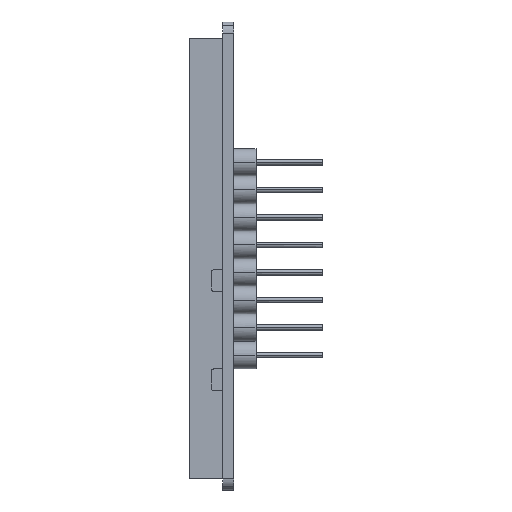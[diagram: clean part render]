
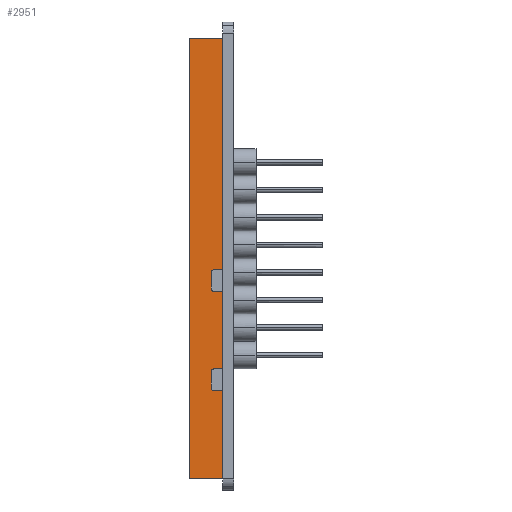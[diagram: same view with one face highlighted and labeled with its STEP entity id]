
A CAD part, left-side view. The second image highlights one B-rep face of the part: STEP entity #2951.
In plain terms, the highlighted planar face has unit normal (-1, 0, 0).
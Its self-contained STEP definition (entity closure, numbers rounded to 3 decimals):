
#563 = CARTESIAN_POINT ( 'NONE',  ( -17., 3.5, -20.25 ) ) ;
#731 = B_SPLINE_CURVE_WITH_KNOTS ( 'NONE', 3,
 ( #1690, #3626, #5361, #1279 ),
 .UNSPECIFIED., .F., .F.,
 ( 4, 4 ),
 ( 0., 1. ),
 .UNSPECIFIED. ) ;
#783 = VERTEX_POINT ( 'NONE', #563 ) ;
#886 = CARTESIAN_POINT ( 'NONE',  ( -17., 1.5, -20.25 ) ) ;
#1031 = VERTEX_POINT ( 'NONE', #2577 ) ;
#1065 = B_SPLINE_CURVE_WITH_KNOTS ( 'NONE', 3,
 ( #5474, #4955, #3917, #3972 ),
 .UNSPECIFIED., .F., .F.,
 ( 4, 4 ),
 ( 0., 1. ),
 .UNSPECIFIED. ) ;
#1089 = CARTESIAN_POINT ( 'NONE',  ( -17., 1.5, 19.75 ) ) ;
#1193 = CARTESIAN_POINT ( 'NONE',  ( -17., 2.5, 19.75 ) ) ;
#1279 = CARTESIAN_POINT ( 'NONE',  ( -17., 3.5, -20.25 ) ) ;
#1350 = EDGE_CURVE ( 'NONE', #1031, #3507, #6542, .T. ) ;
#1398 = EDGE_LOOP ( 'NONE', ( #2819, #1982, #5109, #4326 ) ) ;
#1435 = CARTESIAN_POINT ( 'NONE',  ( -17., 0.5, -20.25 ) ) ;
#1690 = CARTESIAN_POINT ( 'NONE',  ( -17., 3.5, 19.75 ) ) ;
#1795 = EDGE_CURVE ( 'NONE', #3184, #783, #3213, .T. ) ;
#1898 = CARTESIAN_POINT ( 'NONE',  ( -17., 0.5, -20.25 ) ) ;
#1982 = ORIENTED_EDGE ( 'NONE', *, *, #1795, .F. ) ;
#2577 = CARTESIAN_POINT ( 'NONE',  ( -17., 0.5, 19.75 ) ) ;
#2819 = ORIENTED_EDGE ( 'NONE', *, *, #3130, .T. ) ;
#2831 = CARTESIAN_POINT ( 'NONE',  ( -17., 0.5, -20.25 ) ) ;
#2951 = ADVANCED_FACE ( 'NONE', ( #6509 ), #3874, .T. ) ;
#3130 = EDGE_CURVE ( 'NONE', #3507, #783, #731, .T. ) ;
#3148 = CARTESIAN_POINT ( 'NONE',  ( -17., 3.5, 19.75 ) ) ;
#3184 = VERTEX_POINT ( 'NONE', #2831 ) ;
#3213 = B_SPLINE_CURVE_WITH_KNOTS ( 'NONE', 3,
 ( #1435, #886, #4558, #4617 ),
 .UNSPECIFIED., .F., .F.,
 ( 4, 4 ),
 ( 0., 1. ),
 .UNSPECIFIED. ) ;
#3338 = AXIS2_PLACEMENT_3D ( 'NONE', #1898, #5994, #6475 ) ;
#3462 = EDGE_CURVE ( 'NONE', #1031, #3184, #1065, .T. ) ;
#3507 = VERTEX_POINT ( 'NONE', #3944 ) ;
#3626 = CARTESIAN_POINT ( 'NONE',  ( -17., 3.5, 6.417 ) ) ;
#3874 = PLANE ( 'NONE',  #3338 ) ;
#3917 = CARTESIAN_POINT ( 'NONE',  ( -17., 0.5, -6.917 ) ) ;
#3944 = CARTESIAN_POINT ( 'NONE',  ( -17., 3.5, 19.75 ) ) ;
#3972 = CARTESIAN_POINT ( 'NONE',  ( -17., 0.5, -20.25 ) ) ;
#4326 = ORIENTED_EDGE ( 'NONE', *, *, #1350, .T. ) ;
#4558 = CARTESIAN_POINT ( 'NONE',  ( -17., 2.5, -20.25 ) ) ;
#4617 = CARTESIAN_POINT ( 'NONE',  ( -17., 3.5, -20.25 ) ) ;
#4955 = CARTESIAN_POINT ( 'NONE',  ( -17., 0.5, 6.417 ) ) ;
#5109 = ORIENTED_EDGE ( 'NONE', *, *, #3462, .F. ) ;
#5361 = CARTESIAN_POINT ( 'NONE',  ( -17., 3.5, -6.917 ) ) ;
#5474 = CARTESIAN_POINT ( 'NONE',  ( -17., 0.5, 19.75 ) ) ;
#5994 = DIRECTION ( 'NONE',  ( -1., 0., 0. ) ) ;
#6343 = CARTESIAN_POINT ( 'NONE',  ( -17., 0.5, 19.75 ) ) ;
#6475 = DIRECTION ( 'NONE',  ( 0., 1., 0. ) ) ;
#6509 = FACE_OUTER_BOUND ( 'NONE', #1398, .T. ) ;
#6542 = B_SPLINE_CURVE_WITH_KNOTS ( 'NONE', 3,
 ( #6343, #1089, #1193, #3148 ),
 .UNSPECIFIED., .F., .F.,
 ( 4, 4 ),
 ( 0., 1. ),
 .UNSPECIFIED. ) ;
